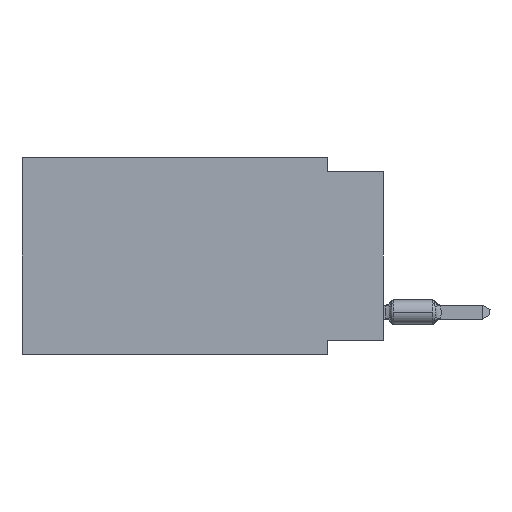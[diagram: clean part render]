
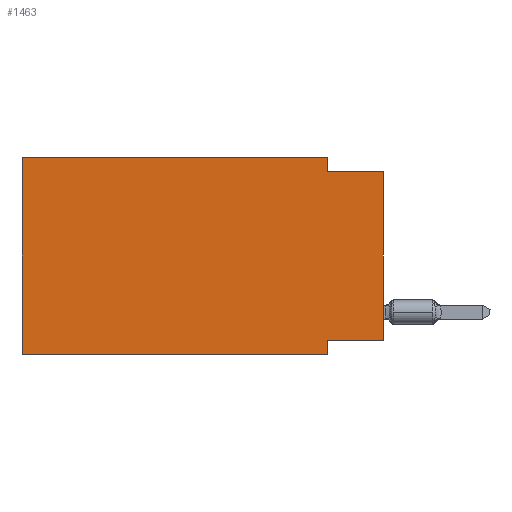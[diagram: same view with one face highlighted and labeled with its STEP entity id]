
A CAD part, left-side view. The second image highlights one B-rep face of the part: STEP entity #1463.
In plain terms, the highlighted planar face has unit normal (-1, 0, 0).
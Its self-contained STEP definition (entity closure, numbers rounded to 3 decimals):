
#108 = DIRECTION ( 'NONE',  ( 0., -1., 0. ) ) ;
#1383 = CARTESIAN_POINT ( 'NONE',  ( 0., 16.383, -8.89 ) ) ;
#1463 = ADVANCED_FACE ( 'NONE', ( #6688 ), #5246, .F. ) ;
#1800 = ORIENTED_EDGE ( 'NONE', *, *, #10146, .F. ) ;
#2105 = ORIENTED_EDGE ( 'NONE', *, *, #6762, .F. ) ;
#2122 = ORIENTED_EDGE ( 'NONE', *, *, #19526, .T. ) ;
#2396 = VERTEX_POINT ( 'NONE', #25673 ) ;
#2510 = VECTOR ( 'NONE', #12474, 1000. ) ;
#3033 = DIRECTION ( 'NONE',  ( 1., 0., 0. ) ) ;
#3161 = DIRECTION ( 'NONE',  ( 0., 0., -1. ) ) ;
#3278 = CARTESIAN_POINT ( 'NONE',  ( 0., 0., -0.635 ) ) ;
#5221 = VERTEX_POINT ( 'NONE', #11811 ) ;
#5246 = PLANE ( 'NONE',  #14539 ) ;
#5390 = EDGE_CURVE ( 'NONE', #5221, #6037, #8273, .T. ) ;
#5531 = CARTESIAN_POINT ( 'NONE',  ( 0., 0., -8.255 ) ) ;
#5913 = ORIENTED_EDGE ( 'NONE', *, *, #5390, .F. ) ;
#5998 = CARTESIAN_POINT ( 'NONE',  ( 0., 0., -0.635 ) ) ;
#6037 = VERTEX_POINT ( 'NONE', #13564 ) ;
#6306 = CARTESIAN_POINT ( 'NONE',  ( 0., 16.383, 0. ) ) ;
#6688 = FACE_OUTER_BOUND ( 'NONE', #22155, .T. ) ;
#6762 = EDGE_CURVE ( 'NONE', #8127, #5221, #16253, .T. ) ;
#7900 = ORIENTED_EDGE ( 'NONE', *, *, #22212, .F. ) ;
#8127 = VERTEX_POINT ( 'NONE', #1383 ) ;
#8273 = LINE ( 'NONE', #6306, #19416 ) ;
#8576 = EDGE_CURVE ( 'NONE', #14293, #14690, #10650, .T. ) ;
#9114 = VERTEX_POINT ( 'NONE', #3278 ) ;
#9128 = DIRECTION ( 'NONE',  ( 0., 0., -1. ) ) ;
#9296 = LINE ( 'NONE', #13472, #14093 ) ;
#10146 = EDGE_CURVE ( 'NONE', #6037, #2396, #9296, .T. ) ;
#10650 = LINE ( 'NONE', #5531, #18679 ) ;
#10907 = ORIENTED_EDGE ( 'NONE', *, *, #8576, .F. ) ;
#11477 = DIRECTION ( 'NONE',  ( 0., 0., 1. ) ) ;
#11811 = CARTESIAN_POINT ( 'NONE',  ( 0., 16.383, 0. ) ) ;
#11861 = ORIENTED_EDGE ( 'NONE', *, *, #18233, .F. ) ;
#12474 = DIRECTION ( 'NONE',  ( 0., 0., 1. ) ) ;
#12573 = DIRECTION ( 'NONE',  ( 0., -1., 0. ) ) ;
#12786 = LINE ( 'NONE', #22967, #15432 ) ;
#13472 = CARTESIAN_POINT ( 'NONE',  ( 0., 2.54, 0. ) ) ;
#13496 = DIRECTION ( 'NONE',  ( 0., 1., 0. ) ) ;
#13561 = CARTESIAN_POINT ( 'NONE',  ( 0., 0., 0. ) ) ;
#13564 = CARTESIAN_POINT ( 'NONE',  ( 0., 2.54, 0. ) ) ;
#13713 = CARTESIAN_POINT ( 'NONE',  ( 0., 2.54, -8.255 ) ) ;
#13848 = VECTOR ( 'NONE', #11477, 1000. ) ;
#13982 = EDGE_CURVE ( 'NONE', #8127, #19483, #18856, .T. ) ;
#14093 = VECTOR ( 'NONE', #15164, 1000. ) ;
#14293 = VERTEX_POINT ( 'NONE', #22869 ) ;
#14539 = AXIS2_PLACEMENT_3D ( 'NONE', #21054, #3033, #3161 ) ;
#14690 = VERTEX_POINT ( 'NONE', #13713 ) ;
#15164 = DIRECTION ( 'NONE',  ( 0., 0., -1. ) ) ;
#15432 = VECTOR ( 'NONE', #9128, 1000. ) ;
#16253 = LINE ( 'NONE', #24233, #2510 ) ;
#18110 = VECTOR ( 'NONE', #108, 1000. ) ;
#18233 = EDGE_CURVE ( 'NONE', #14690, #19483, #12786, .T. ) ;
#18679 = VECTOR ( 'NONE', #13496, 1000. ) ;
#18856 = LINE ( 'NONE', #20684, #24284 ) ;
#19062 = CARTESIAN_POINT ( 'NONE',  ( 0., 2.54, -8.89 ) ) ;
#19416 = VECTOR ( 'NONE', #12573, 1000. ) ;
#19483 = VERTEX_POINT ( 'NONE', #19062 ) ;
#19526 = EDGE_CURVE ( 'NONE', #14293, #9114, #19710, .T. ) ;
#19710 = LINE ( 'NONE', #13561, #13848 ) ;
#20393 = ORIENTED_EDGE ( 'NONE', *, *, #13982, .T. ) ;
#20684 = CARTESIAN_POINT ( 'NONE',  ( 0., 16.383, -8.89 ) ) ;
#21054 = CARTESIAN_POINT ( 'NONE',  ( 0., 16.383, 0. ) ) ;
#22155 = EDGE_LOOP ( 'NONE', ( #2122, #7900, #1800, #5913, #2105, #20393, #11861, #10907 ) ) ;
#22212 = EDGE_CURVE ( 'NONE', #2396, #9114, #23887, .T. ) ;
#22869 = CARTESIAN_POINT ( 'NONE',  ( 0., 0., -8.255 ) ) ;
#22967 = CARTESIAN_POINT ( 'NONE',  ( 0., 2.54, -8.89 ) ) ;
#23025 = DIRECTION ( 'NONE',  ( 0., -1., 0. ) ) ;
#23887 = LINE ( 'NONE', #5998, #18110 ) ;
#24233 = CARTESIAN_POINT ( 'NONE',  ( 0., 16.383, 0. ) ) ;
#24284 = VECTOR ( 'NONE', #23025, 1000. ) ;
#25673 = CARTESIAN_POINT ( 'NONE',  ( 0., 2.54, -0.635 ) ) ;
